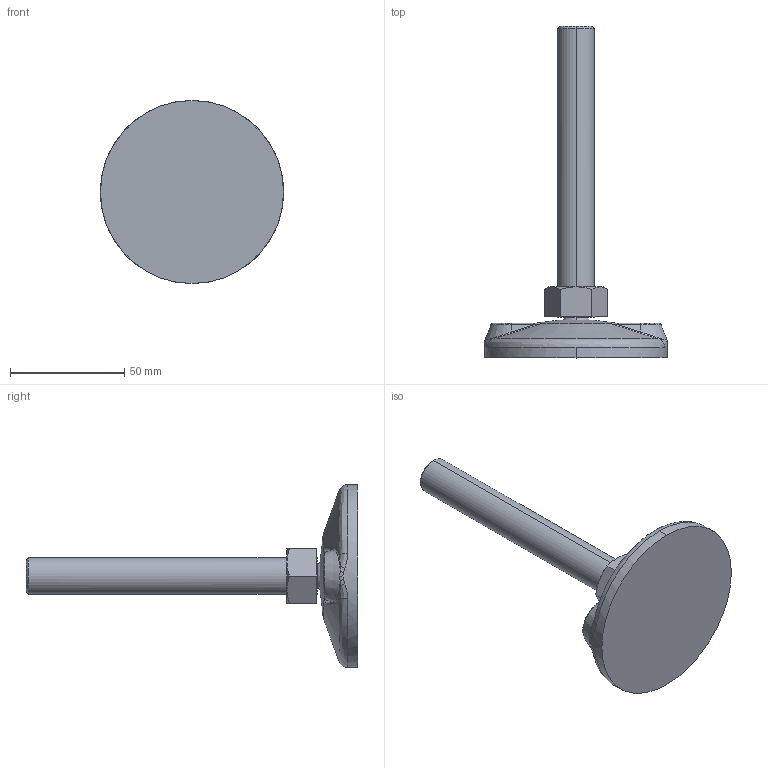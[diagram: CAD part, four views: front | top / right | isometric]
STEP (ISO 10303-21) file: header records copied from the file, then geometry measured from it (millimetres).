
FILE_DESCRIPTION (( 'STEP AP214' ), '1' );
FILE_NAME ('Rexnord-R0323 -626692.STEP', '2023-08-02T09:09:56', ( '' ), ( '' ), 'SwSTEP 2.0', 'SolidWorks 2022', '' );
FILE_SCHEMA (( 'AUTOMOTIVE_DESIGN' ));
Length unit declared in the file: millimetre
Products named in the file (3): Rexnord-R0323 -626692_R0323; Rexnord-R0323 -626692; Rexnord-R0323 -626692_M16
Assembly tree (2 placements, depth 2):
  Rexnord-R0323 -626692
    Rexnord-R0323 -626692_R0323
    Rexnord-R0323 -626692_M16
Bounding box: 80 x 145 x 80 mm (x, y, z)
Volume: 91658.7 mm3; surface area: 21489.5 mm2
Topology: 2 solids, 2 shells, 117 faces, 276 edges, 163 vertices
Faces by surface type: bspline 60, plane 30, cone 15, cylinder 12
Entity records: 6683 total; most frequent: CARTESIAN_POINT 3384, ORIENTED_EDGE 544, DIRECTION 319, EDGE_CURVE 272, VERTEX_POINT 163, AXIS2_PLACEMENT_3D 137, EDGE_LOOP 123, FACE_OUTER_BOUND 117
